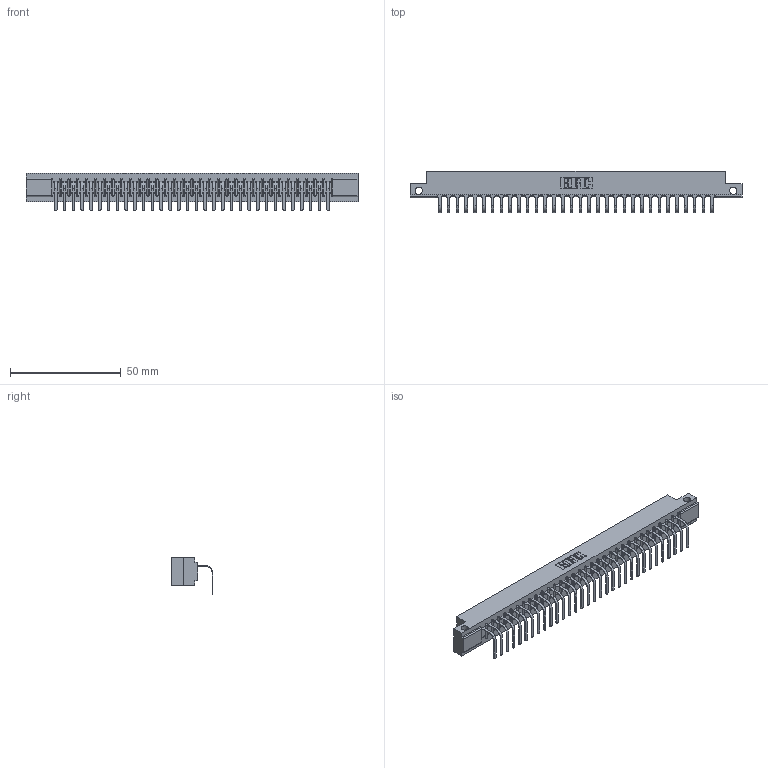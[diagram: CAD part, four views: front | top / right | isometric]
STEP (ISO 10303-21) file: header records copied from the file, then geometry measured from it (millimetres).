
FILE_DESCRIPTION (( 'STEP AP203' ), '1' );
FILE_NAME ('357-032-458-112.STEP', '2022-07-18T20:50:56', ( '' ), ( '' ), 'SwSTEP 2.0', 'SolidWorks 2020', '' );
FILE_SCHEMA (( 'CONFIG_CONTROL_DESIGN' ));
Length unit declared in the file: inch
Products named in the file (3): 357-032-458-112; 307 Part_.128 Dia Side Mounting Holes; 307-290-001_558 - 2 (Single)
Assembly tree (33 placements, depth 2):
  357-032-458-112
    307 Part_.128 Dia Side Mounting Holes
    307-290-001_558 - 2 (Single)  x32
Bounding box: 149.81 x 18.78 x 16.8 mm (x, y, z)
Volume: 15484.7 mm3; surface area: 17095.6 mm2
Topology: 33 solids, 33 shells, 2071 faces, 5891 edges, 3794 vertices
Faces by surface type: plane 1318, cylinder 687, sphere 66
Entity records: 28772 total; most frequent: CARTESIAN_POINT 4844, ORIENTED_EDGE 4830, DIRECTION 4717, EDGE_CURVE 2415, LINE 1847, VECTOR 1847, VERTEX_POINT 1562, AXIS2_PLACEMENT_3D 1435
